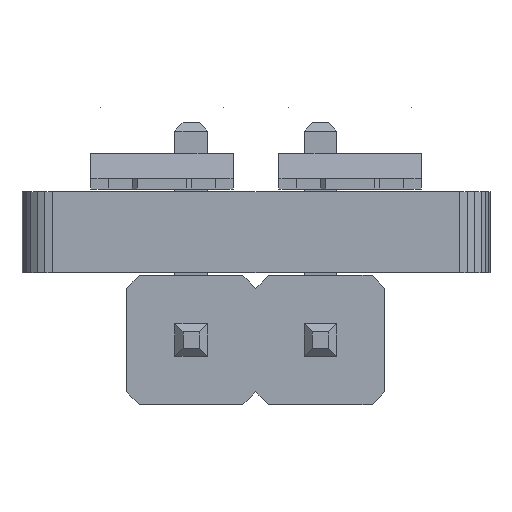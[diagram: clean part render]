
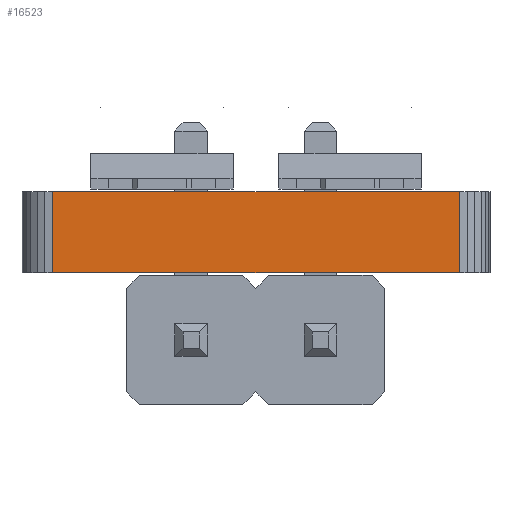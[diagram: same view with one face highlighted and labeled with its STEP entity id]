
A CAD part, front view. The second image highlights one B-rep face of the part: STEP entity #16523.
In plain terms, the highlighted planar face has unit normal (0, -1, 0).
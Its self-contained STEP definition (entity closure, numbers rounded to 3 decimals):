
#14336 = PLANE('',#14337);
#14337 = AXIS2_PLACEMENT_3D('',#14338,#14339,#14340);
#14338 = CARTESIAN_POINT('',(0.,-0.05,1.6));
#14339 = DIRECTION('',(-0.,-0.,-1.));
#14340 = DIRECTION('',(-1.,0.,0.));
#14390 = PLANE('',#14391);
#14391 = AXIS2_PLACEMENT_3D('',#14392,#14393,#14394);
#14392 = CARTESIAN_POINT('',(0.,-0.05,0.));
#14393 = DIRECTION('',(-0.,-0.,-1.));
#14394 = DIRECTION('',(-1.,0.,0.));
#14807 = VERTEX_POINT('',#14808);
#14808 = CARTESIAN_POINT('',(4.,-6.5,0.));
#14822 = PLANE('',#14823);
#14823 = AXIS2_PLACEMENT_3D('',#14824,#14825,#14826);
#14824 = CARTESIAN_POINT('',(4.155,-6.48,0.));
#14825 = DIRECTION('',(0.131,-0.991,0.));
#14826 = DIRECTION('',(-0.991,-0.131,0.));
#14834 = EDGE_CURVE('',#14807,#14835,#14837,.T.);
#14835 = VERTEX_POINT('',#14836);
#14836 = CARTESIAN_POINT('',(-4.,-6.5,0.));
#14837 = SURFACE_CURVE('',#14838,(#14842,#14849),.PCURVE_S1.);
#14838 = LINE('',#14839,#14840);
#14839 = CARTESIAN_POINT('',(4.,-6.5,0.));
#14840 = VECTOR('',#14841,1.);
#14841 = DIRECTION('',(-1.,0.,0.));
#14842 = PCURVE('',#14390,#14843);
#14843 = DEFINITIONAL_REPRESENTATION('',(#14844),#14848);
#14844 = LINE('',#14845,#14846);
#14845 = CARTESIAN_POINT('',(-4.,-6.45));
#14846 = VECTOR('',#14847,1.);
#14847 = DIRECTION('',(1.,0.));
#14848 = ( GEOMETRIC_REPRESENTATION_CONTEXT(2) 
PARAMETRIC_REPRESENTATION_CONTEXT() REPRESENTATION_CONTEXT('2D SPACE',''
  ) );
#14849 = PCURVE('',#14850,#14855);
#14850 = PLANE('',#14851);
#14851 = AXIS2_PLACEMENT_3D('',#14852,#14853,#14854);
#14852 = CARTESIAN_POINT('',(4.,-6.5,0.));
#14853 = DIRECTION('',(0.,-1.,0.));
#14854 = DIRECTION('',(-1.,0.,0.));
#14855 = DEFINITIONAL_REPRESENTATION('',(#14856),#14860);
#14856 = LINE('',#14857,#14858);
#14857 = CARTESIAN_POINT('',(0.,-0.));
#14858 = VECTOR('',#14859,1.);
#14859 = DIRECTION('',(1.,0.));
#14860 = ( GEOMETRIC_REPRESENTATION_CONTEXT(2) 
PARAMETRIC_REPRESENTATION_CONTEXT() REPRESENTATION_CONTEXT('2D SPACE',''
  ) );
#14878 = PLANE('',#14879);
#14879 = AXIS2_PLACEMENT_3D('',#14880,#14881,#14882);
#14880 = CARTESIAN_POINT('',(-4.,-6.5,0.));
#14881 = DIRECTION('',(-0.131,-0.991,0.));
#14882 = DIRECTION('',(-0.991,0.131,0.));
#15531 = VERTEX_POINT('',#15532);
#15532 = CARTESIAN_POINT('',(4.,-6.5,1.6));
#15553 = EDGE_CURVE('',#15531,#15554,#15556,.T.);
#15554 = VERTEX_POINT('',#15555);
#15555 = CARTESIAN_POINT('',(-4.,-6.5,1.6));
#15556 = SURFACE_CURVE('',#15557,(#15561,#15568),.PCURVE_S1.);
#15557 = LINE('',#15558,#15559);
#15558 = CARTESIAN_POINT('',(4.,-6.5,1.6));
#15559 = VECTOR('',#15560,1.);
#15560 = DIRECTION('',(-1.,0.,0.));
#15561 = PCURVE('',#14336,#15562);
#15562 = DEFINITIONAL_REPRESENTATION('',(#15563),#15567);
#15563 = LINE('',#15564,#15565);
#15564 = CARTESIAN_POINT('',(-4.,-6.45));
#15565 = VECTOR('',#15566,1.);
#15566 = DIRECTION('',(1.,0.));
#15567 = ( GEOMETRIC_REPRESENTATION_CONTEXT(2) 
PARAMETRIC_REPRESENTATION_CONTEXT() REPRESENTATION_CONTEXT('2D SPACE',''
  ) );
#15568 = PCURVE('',#14850,#15569);
#15569 = DEFINITIONAL_REPRESENTATION('',(#15570),#15574);
#15570 = LINE('',#15571,#15572);
#15571 = CARTESIAN_POINT('',(0.,-1.6));
#15572 = VECTOR('',#15573,1.);
#15573 = DIRECTION('',(1.,0.));
#15574 = ( GEOMETRIC_REPRESENTATION_CONTEXT(2) 
PARAMETRIC_REPRESENTATION_CONTEXT() REPRESENTATION_CONTEXT('2D SPACE',''
  ) );
#16475 = EDGE_CURVE('',#14807,#15531,#16476,.T.);
#16476 = SURFACE_CURVE('',#16477,(#16481,#16488),.PCURVE_S1.);
#16477 = LINE('',#16478,#16479);
#16478 = CARTESIAN_POINT('',(4.,-6.5,0.));
#16479 = VECTOR('',#16480,1.);
#16480 = DIRECTION('',(0.,0.,1.));
#16481 = PCURVE('',#14822,#16482);
#16482 = DEFINITIONAL_REPRESENTATION('',(#16483),#16487);
#16483 = LINE('',#16484,#16485);
#16484 = CARTESIAN_POINT('',(0.157,0.));
#16485 = VECTOR('',#16486,1.);
#16486 = DIRECTION('',(0.,-1.));
#16487 = ( GEOMETRIC_REPRESENTATION_CONTEXT(2) 
PARAMETRIC_REPRESENTATION_CONTEXT() REPRESENTATION_CONTEXT('2D SPACE',''
  ) );
#16488 = PCURVE('',#14850,#16489);
#16489 = DEFINITIONAL_REPRESENTATION('',(#16490),#16494);
#16490 = LINE('',#16491,#16492);
#16491 = CARTESIAN_POINT('',(0.,-0.));
#16492 = VECTOR('',#16493,1.);
#16493 = DIRECTION('',(0.,-1.));
#16494 = ( GEOMETRIC_REPRESENTATION_CONTEXT(2) 
PARAMETRIC_REPRESENTATION_CONTEXT() REPRESENTATION_CONTEXT('2D SPACE',''
  ) );
#16523 = ADVANCED_FACE('',(#16524),#14850,.T.);
#16524 = FACE_BOUND('',#16525,.T.);
#16525 = EDGE_LOOP('',(#16526,#16527,#16528,#16549));
#16526 = ORIENTED_EDGE('',*,*,#16475,.T.);
#16527 = ORIENTED_EDGE('',*,*,#15553,.T.);
#16528 = ORIENTED_EDGE('',*,*,#16529,.F.);
#16529 = EDGE_CURVE('',#14835,#15554,#16530,.T.);
#16530 = SURFACE_CURVE('',#16531,(#16535,#16542),.PCURVE_S1.);
#16531 = LINE('',#16532,#16533);
#16532 = CARTESIAN_POINT('',(-4.,-6.5,0.));
#16533 = VECTOR('',#16534,1.);
#16534 = DIRECTION('',(0.,0.,1.));
#16535 = PCURVE('',#14850,#16536);
#16536 = DEFINITIONAL_REPRESENTATION('',(#16537),#16541);
#16537 = LINE('',#16538,#16539);
#16538 = CARTESIAN_POINT('',(8.,0.));
#16539 = VECTOR('',#16540,1.);
#16540 = DIRECTION('',(0.,-1.));
#16541 = ( GEOMETRIC_REPRESENTATION_CONTEXT(2) 
PARAMETRIC_REPRESENTATION_CONTEXT() REPRESENTATION_CONTEXT('2D SPACE',''
  ) );
#16542 = PCURVE('',#14878,#16543);
#16543 = DEFINITIONAL_REPRESENTATION('',(#16544),#16548);
#16544 = LINE('',#16545,#16546);
#16545 = CARTESIAN_POINT('',(0.,0.));
#16546 = VECTOR('',#16547,1.);
#16547 = DIRECTION('',(0.,-1.));
#16548 = ( GEOMETRIC_REPRESENTATION_CONTEXT(2) 
PARAMETRIC_REPRESENTATION_CONTEXT() REPRESENTATION_CONTEXT('2D SPACE',''
  ) );
#16549 = ORIENTED_EDGE('',*,*,#14834,.F.);
